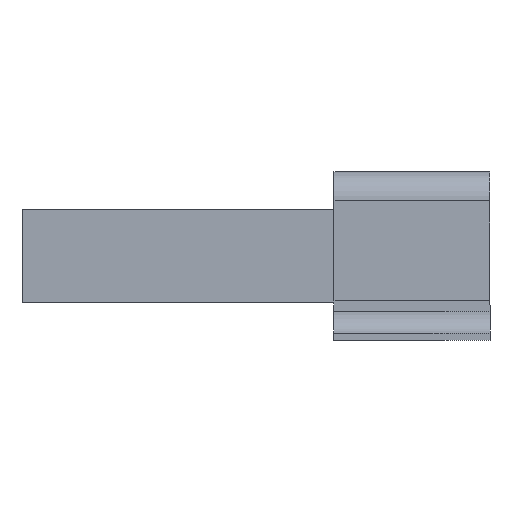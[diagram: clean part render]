
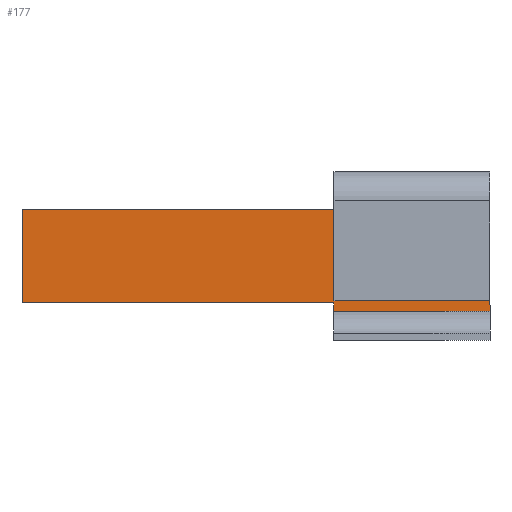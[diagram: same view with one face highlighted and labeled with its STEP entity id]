
A CAD part, top view. The second image highlights one B-rep face of the part: STEP entity #177.
In plain terms, the highlighted planar face has unit normal (0, 0, 1).
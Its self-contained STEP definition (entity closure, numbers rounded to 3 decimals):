
#11 = CARTESIAN_POINT ( 'NONE',  ( 2.5, 1.763, 0.2 ) ) ;
#20 = CARTESIAN_POINT ( 'NONE',  ( -12.5, 1.5, 0.2 ) ) ;
#32 = ORIENTED_EDGE ( 'NONE', *, *, #733, .T. ) ;
#45 = VERTEX_POINT ( 'NONE', #623 ) ;
#58 = CARTESIAN_POINT ( 'NONE',  ( -12.5, -1.5, 0.2 ) ) ;
#65 = DIRECTION ( 'NONE',  ( 0., 1., 0. ) ) ;
#130 = DIRECTION ( 'NONE',  ( 0., -1., 0. ) ) ;
#148 = VERTEX_POINT ( 'NONE', #835 ) ;
#157 = CARTESIAN_POINT ( 'NONE',  ( 2.5, -1.763, 0.2 ) ) ;
#164 = VERTEX_POINT ( 'NONE', #638 ) ;
#177 = ADVANCED_FACE ( 'NONE', ( #539 ), #769, .F. ) ;
#185 = ORIENTED_EDGE ( 'NONE', *, *, #241, .T. ) ;
#195 = VECTOR ( 'NONE', #453, 1000. ) ;
#197 = LINE ( 'NONE', #230, #599 ) ;
#210 = VERTEX_POINT ( 'NONE', #20 ) ;
#213 = DIRECTION ( 'NONE',  ( 0., 1., 0. ) ) ;
#225 = LINE ( 'NONE', #242, #261 ) ;
#230 = CARTESIAN_POINT ( 'NONE',  ( -12.5, 1.5, 0.2 ) ) ;
#240 = VERTEX_POINT ( 'NONE', #11 ) ;
#241 = EDGE_CURVE ( 'NONE', #647, #624, #225, .T. ) ;
#242 = CARTESIAN_POINT ( 'NONE',  ( -2.5, 2.5, 0.2 ) ) ;
#245 = AXIS2_PLACEMENT_3D ( 'NONE', #586, #266, #687 ) ;
#261 = VECTOR ( 'NONE', #866, 1000. ) ;
#266 = DIRECTION ( 'NONE',  ( 0., 0., -1. ) ) ;
#272 = EDGE_CURVE ( 'NONE', #164, #240, #472, .T. ) ;
#284 = LINE ( 'NONE', #157, #742 ) ;
#291 = CARTESIAN_POINT ( 'NONE',  ( -2.5, -1.5, 0.2 ) ) ;
#333 = ORIENTED_EDGE ( 'NONE', *, *, #659, .T. ) ;
#336 = CARTESIAN_POINT ( 'NONE',  ( -2.5, 2.5, 0.2 ) ) ;
#384 = CARTESIAN_POINT ( 'NONE',  ( -2.5, 1.763, 0.2 ) ) ;
#389 = VECTOR ( 'NONE', #213, 1000. ) ;
#419 = LINE ( 'NONE', #58, #510 ) ;
#421 = CARTESIAN_POINT ( 'NONE',  ( -12.5, 1.5, 0.2 ) ) ;
#440 = DIRECTION ( 'NONE',  ( -1., 0., 0. ) ) ;
#449 = ORIENTED_EDGE ( 'NONE', *, *, #649, .F. ) ;
#453 = DIRECTION ( 'NONE',  ( 1., 0., 0. ) ) ;
#472 = LINE ( 'NONE', #384, #195 ) ;
#490 = ORIENTED_EDGE ( 'NONE', *, *, #887, .T. ) ;
#492 = CARTESIAN_POINT ( 'NONE',  ( 2.5, 2.5, 0.2 ) ) ;
#510 = VECTOR ( 'NONE', #778, 1000. ) ;
#512 = ORIENTED_EDGE ( 'NONE', *, *, #272, .F. ) ;
#528 = LINE ( 'NONE', #492, #788 ) ;
#539 = FACE_OUTER_BOUND ( 'NONE', #674, .T. ) ;
#571 = ORIENTED_EDGE ( 'NONE', *, *, #693, .F. ) ;
#577 = LINE ( 'NONE', #421, #389 ) ;
#586 = CARTESIAN_POINT ( 'NONE',  ( -2.5, -2.5, 0.2 ) ) ;
#599 = VECTOR ( 'NONE', #703, 1000. ) ;
#604 = EDGE_CURVE ( 'NONE', #775, #624, #284, .T. ) ;
#623 = CARTESIAN_POINT ( 'NONE',  ( -2.5, 1.5, 0.2 ) ) ;
#624 = VERTEX_POINT ( 'NONE', #641 ) ;
#638 = CARTESIAN_POINT ( 'NONE',  ( -2.5, 1.763, 0.2 ) ) ;
#641 = CARTESIAN_POINT ( 'NONE',  ( -2.5, -1.763, 0.2 ) ) ;
#647 = VERTEX_POINT ( 'NONE', #291 ) ;
#649 = EDGE_CURVE ( 'NONE', #210, #45, #197, .T. ) ;
#659 = EDGE_CURVE ( 'NONE', #775, #240, #528, .T. ) ;
#674 = EDGE_LOOP ( 'NONE', ( #908, #333, #512, #490, #449, #571, #32, #185 ) ) ;
#687 = DIRECTION ( 'NONE',  ( -1., 0., 0. ) ) ;
#693 = EDGE_CURVE ( 'NONE', #148, #210, #577, .T. ) ;
#703 = DIRECTION ( 'NONE',  ( 1., 0., 0. ) ) ;
#706 = VECTOR ( 'NONE', #130, 1000. ) ;
#733 = EDGE_CURVE ( 'NONE', #148, #647, #419, .T. ) ;
#742 = VECTOR ( 'NONE', #440, 1000. ) ;
#769 = PLANE ( 'NONE',  #245 ) ;
#775 = VERTEX_POINT ( 'NONE', #902 ) ;
#778 = DIRECTION ( 'NONE',  ( 1., 0., 0. ) ) ;
#788 = VECTOR ( 'NONE', #65, 1000. ) ;
#830 = LINE ( 'NONE', #336, #706 ) ;
#835 = CARTESIAN_POINT ( 'NONE',  ( -12.5, -1.5, 0.2 ) ) ;
#866 = DIRECTION ( 'NONE',  ( 0., -1., 0. ) ) ;
#887 = EDGE_CURVE ( 'NONE', #164, #45, #830, .T. ) ;
#902 = CARTESIAN_POINT ( 'NONE',  ( 2.5, -1.763, 0.2 ) ) ;
#908 = ORIENTED_EDGE ( 'NONE', *, *, #604, .F. ) ;
